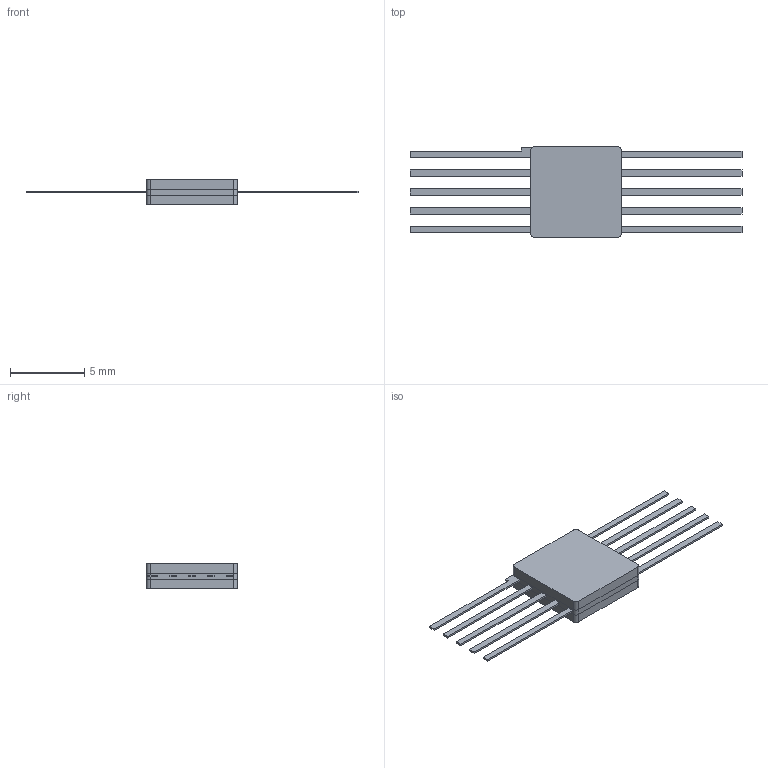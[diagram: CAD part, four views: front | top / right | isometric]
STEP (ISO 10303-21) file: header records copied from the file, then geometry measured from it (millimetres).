
FILE_DESCRIPTION((''),'2;1');
FILE_NAME('NAD0010A_ASM','2021-06-21T09:19:38',('a0414801'),(''),'CREO PARAMETRIC BY PTC INC, 2018500','CREO PARAMETRIC BY PTC INC, 2018500','');
FILE_SCHEMA(('AUTOMOTIVE_DESIGN { 1 0 10303 214 1 1 1 1 }'));
Length unit declared in the file: inch
Products named in the file (5): BASE; PINS; GLASS; LID_NAD0010A; NAD0010A_ASM
Assembly tree (4 placements, depth 2):
  NAD0010A_ASM
    BASE
    PINS
    GLASS
    LID_NAD0010A
Bounding box: 22.38 x 6.12 x 1.7 mm (x, y, z)
Volume: 65.4 mm3; surface area: 361.1 mm2
Topology: 13 solids, 13 shells, 109 faces, 238 edges, 156 vertices
Faces by surface type: plane 85, cylinder 20, torus 4
Entity records: 4058 total; most frequent: CARTESIAN_POINT 525, DIRECTION 518, ORIENTED_EDGE 476, PRESENTATION_STYLE_ASSIGNMENT 251, STYLED_ITEM 251, CURVE_STYLE 238, EDGE_CURVE 238, VECTOR 194
